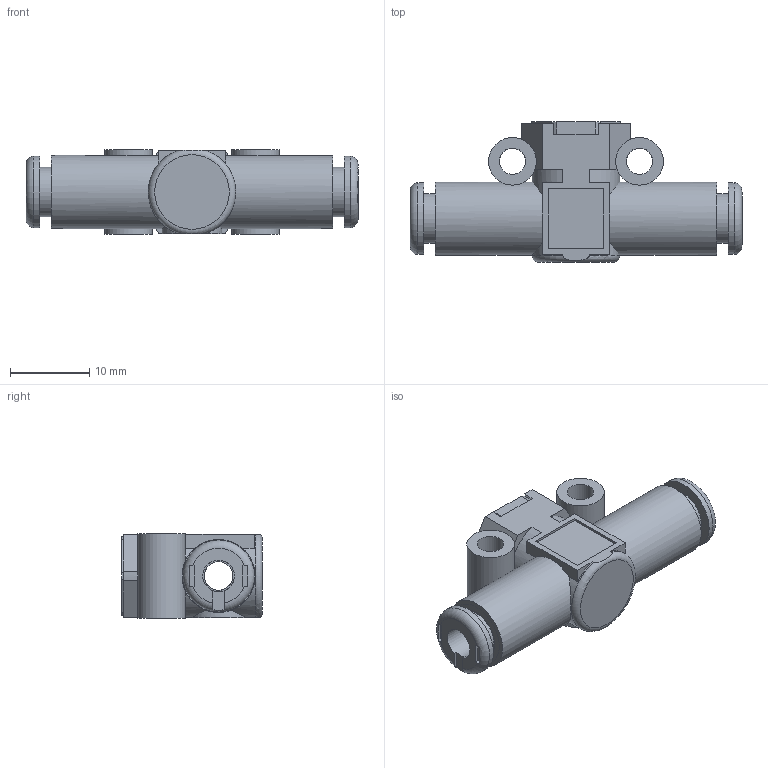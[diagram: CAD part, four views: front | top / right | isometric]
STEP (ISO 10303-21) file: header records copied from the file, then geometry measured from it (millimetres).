
FILE_DESCRIPTION( ( 'STEP AP214' ), ' ' );
FILE_NAME( '9064001.stp', '2017-03-31T09:57:19', ( '' ), ( '' ), ' ', 'PARTsolutions', ' ' );
FILE_SCHEMA( ( 'AUTOMOTIVE_DESIGN { 1 0 10303 214 1 1 1 1 }' ) );
Length unit declared in the file: millimetre
Products named in the file (4): 9064001; _LINE-ON-LINE D4 VSR-L body; _LINE-ON-LINE D4 VNR-L bushing; _LINE ON LINE D4 VNR-L plate
Assembly tree (4 placements, depth 2):
  9064001
    _LINE-ON-LINE D4 VSR-L body
    _LINE-ON-LINE D4 VNR-L bushing  x2
    _LINE ON LINE D4 VNR-L plate
Bounding box: 41.8 x 17.7 x 10.7 mm (x, y, z)
Volume: 2783.8 mm3; surface area: 4265.6 mm2
Topology: 4 solids, 4 shells, 146 faces, 355 edges, 235 vertices
Faces by surface type: plane 91, cylinder 48, cone 4, torus 3
Full cylindrical faces by diameter (mm): 3.3 x2, 3.6 x2, 4 x2, 4.1 x2, 6 x3, 6.2 x4, 6.4 x2, 6.5 x4, 7.5 x2, 7.8 x1, 8.1 x4, 9 x2, 9.2 x2
Entity records: 4772 total; most frequent: CARTESIAN_POINT 1050, DIRECTION 562, ORIENTED_EDGE 502, EDGE_CURVE 251, AXIS2_PLACEMENT_3D 215, VERTEX_POINT 185, EDGE_LOOP 180, FACE_OUTER_BOUND 147
